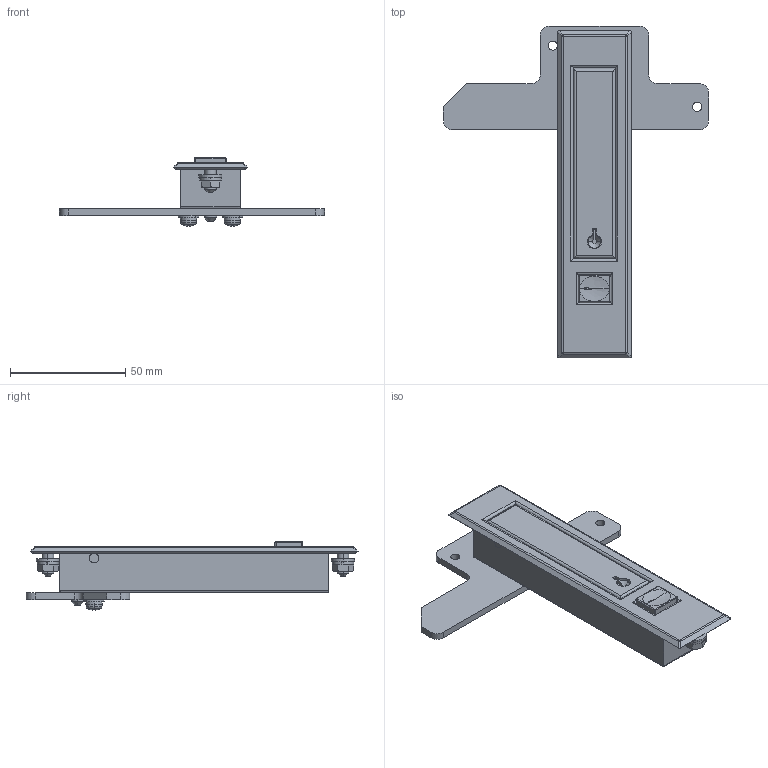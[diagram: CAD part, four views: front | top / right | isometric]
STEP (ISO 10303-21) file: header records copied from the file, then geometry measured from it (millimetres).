
FILE_DESCRIPTION (( 'STEP AP203' ), '1' );
FILE_NAME ('A-1900-1-1.STEP', '2019-08-26T07:03:19', ( '' ), ( '' ), 'SwSTEP 2.0', 'SolidWorks 2014', '' );
FILE_SCHEMA (( 'CONFIG_CONTROL_DESIGN' ));
Length unit declared in the file: millimetre
Products named in the file (11): A-1900-1-1; A-1900-1_ハンドル_; A-1900-1-1_平ワッシャーISO(新JIS)ver1.02_M5平ワッシャー(SUS)みがき丸; A-1900-1-1_ばね座金ver1.0_M5ばね座金(SUS); A-1900-1-1_六角ナットver1.02_M5ナット(SUS)3種_呼び径基準; A-1900-1_軸_; A-1900-1-1_止め金_; A-1900-1-1_十字穴付小ねじ__M4x8十字穴付なべ小ねじ(SUS)SWシングルセムス(P2); A-1900-1_本体_; A-1900-1_カラー_; A-1900-1_ボタン_
Assembly tree (15 placements, depth 2):
  A-1900-1-1
    A-1900-1_本体_
    A-1900-1_ボタン_
    A-1900-1_ハンドル_
    A-1900-1-1_平ワッシャーISO(新JIS)ver1.02_M5平ワッシャー(SUS)みがき丸  x2
    A-1900-1-1_ばね座金ver1.0_M5ばね座金(SUS)  x2
    A-1900-1-1_六角ナットver1.02_M5ナット(SUS)3種_呼び径基準  x2
    A-1900-1_軸_
    A-1900-1-1_止め金_
    A-1900-1-1_十字穴付小ねじ__M4x8十字穴付なべ小ねじ(SUS)SWシングルセムス(P2)  x2
    A-1900-1_カラー_  x2
Bounding box: 115 x 144 x 29.55 mm (x, y, z)
Volume: 41020.5 mm3; surface area: 41770.4 mm2
Topology: 15 solids, 15 shells, 407 faces, 992 edges, 627 vertices
Faces by surface type: plane 193, cylinder 147, cone 49, sphere 8, torus 8, bspline 2
Entity records: 10794 total; most frequent: CARTESIAN_POINT 2004, DIRECTION 1591, ORIENTED_EDGE 1542, EDGE_CURVE 771, AXIS2_PLACEMENT_3D 564, VERTEX_POINT 489, LINE 463, VECTOR 463
